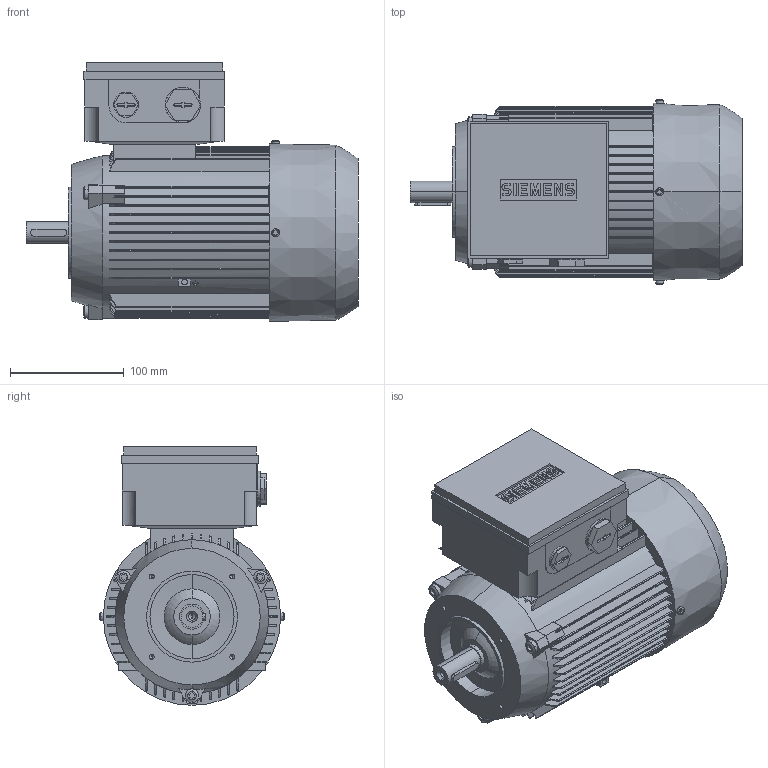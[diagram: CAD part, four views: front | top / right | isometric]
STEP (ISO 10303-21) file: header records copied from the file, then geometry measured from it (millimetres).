
FILE_DESCRIPTION(('STEP AP214'),'1');
FILE_NAME('cctmp_50538716-BB51-4761-85ED-4C2B19752C10_2023_06_27_11_00_55_0893..stp','2023-06-27T09:00:56',('SIEMENS A&D'),('CADClick - www.CADClick.com'),'Spatial InterOp 3D',' ','unknown authorization');
FILE_SCHEMA(('AUTOMOTIVE_DESIGN'));
Length unit declared in the file: millimetre
Products named in the file (1): 2023_06_27_11_00_55_0893
Bounding box: 292 x 162 x 227.5 mm (x, y, z)
Volume: 5031406.3 mm3; surface area: 301388 mm2
Topology: 1 solids, 1 shells, 697 faces, 1926 edges, 1254 vertices
Faces by surface type: plane 449, cylinder 166, torus 50, cone 32
Entity records: 29534 total; most frequent: CARTESIAN_POINT 6101, ORIENTED_EDGE 3808, DIRECTION 3636, EDGE_CURVE 1904, VERTEX_POINT 1254, LINE 1254, VECTOR 1254, AXIS2_PLACEMENT_3D 1191
